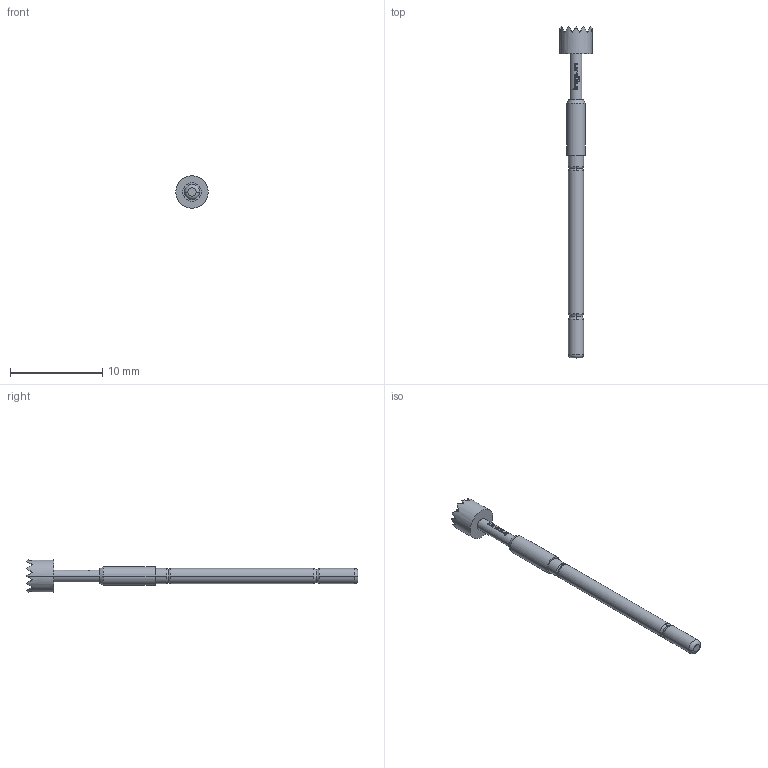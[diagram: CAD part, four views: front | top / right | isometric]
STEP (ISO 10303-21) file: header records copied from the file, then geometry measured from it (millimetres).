
FILE_DESCRIPTION (( 'STEP AP203' ), '1' );
FILE_NAME ('INGUN_GKS-912_306_350_R_xx06.STEP', '2020-12-24T08:15:23', ( '' ), ( '' ), 'SwSTEP 2.0', 'SolidWorks 2018', '' );
FILE_SCHEMA (( 'CONFIG_CONTROL_DESIGN' ));
Length unit declared in the file: millimetre
Products named in the file (1): INGUN_GKS-912_306_350_R_xx06
Bounding box: 3.5 x 36 x 3.5 mm (x, y, z)
Volume: 96.1 mm3; surface area: 231.4 mm2
Topology: 1 solids, 1 shells, 180 faces, 406 edges, 237 vertices
Faces by surface type: plane 118, bspline 32, cylinder 18, torus 10, cone 2
Entity records: 5899 total; most frequent: CARTESIAN_POINT 2422, ORIENTED_EDGE 812, DIRECTION 520, EDGE_CURVE 406, VERTEX_POINT 237, AXIS2_PLACEMENT_3D 197, EDGE_LOOP 189, B_SPLINE_CURVE_WITH_KNOTS 186
